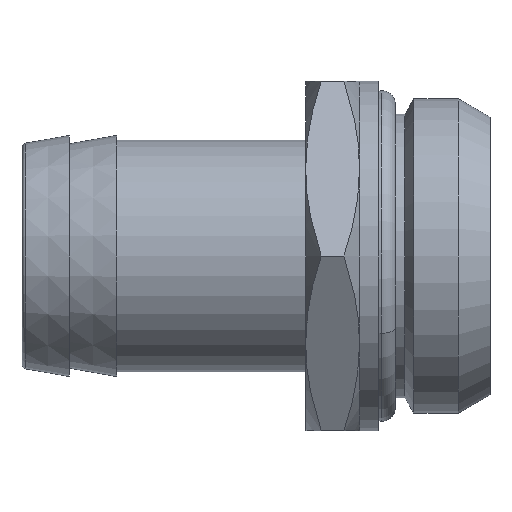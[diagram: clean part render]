
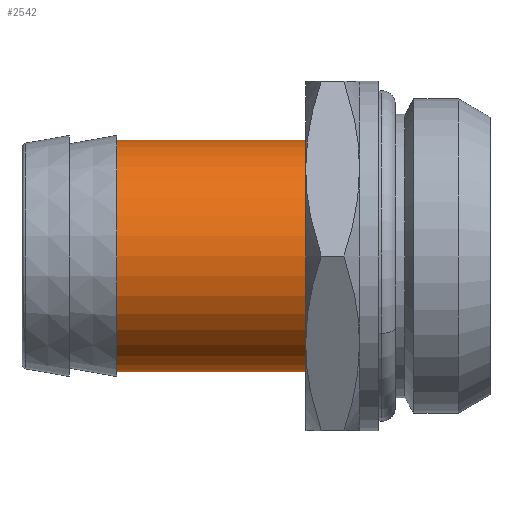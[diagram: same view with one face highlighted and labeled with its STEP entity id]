
A CAD part, left-side view. The second image highlights one B-rep face of the part: STEP entity #2542.
In plain terms, the highlighted cylindrical face has radius 12.25 mm (diameter 24.5 mm), a partial arc.
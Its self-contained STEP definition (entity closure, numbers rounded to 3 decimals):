
#82 = EDGE_CURVE ( 'NONE', #2448, #215, #1773, .T. ) ;
#215 = VERTEX_POINT ( 'NONE', #649 ) ;
#281 = FACE_OUTER_BOUND ( 'NONE', #1071, .T. ) ;
#472 = CIRCLE ( 'NONE', #2266, 12.25 ) ;
#474 = ORIENTED_EDGE ( 'NONE', *, *, #82, .F. ) ;
#649 = CARTESIAN_POINT ( 'NONE',  ( 0., 19.5, 12.25 ) ) ;
#665 = CARTESIAN_POINT ( 'NONE',  ( 0., 39.5, 12.25 ) ) ;
#690 = EDGE_CURVE ( 'NONE', #1190, #1796, #2401, .T. ) ;
#717 = CARTESIAN_POINT ( 'NONE',  ( 0., 39.5, -12.25 ) ) ;
#921 = AXIS2_PLACEMENT_3D ( 'NONE', #1447, #2458, #2483 ) ;
#970 = ORIENTED_EDGE ( 'NONE', *, *, #1161, .F. ) ;
#976 = DIRECTION ( 'NONE',  ( 0., -1., 0. ) ) ;
#1071 = EDGE_LOOP ( 'NONE', ( #474, #2585, #1516, #970 ) ) ;
#1097 = VECTOR ( 'NONE', #1404, 1000. ) ;
#1110 = DIRECTION ( 'NONE',  ( 0., -1., 0. ) ) ;
#1161 = EDGE_CURVE ( 'NONE', #215, #1796, #472, .T. ) ;
#1176 = CARTESIAN_POINT ( 'NONE',  ( 0., 0., -12.25 ) ) ;
#1190 = VERTEX_POINT ( 'NONE', #717 ) ;
#1209 = CARTESIAN_POINT ( 'NONE',  ( 0., 19.5, 0. ) ) ;
#1309 = CARTESIAN_POINT ( 'NONE',  ( 0., 19.5, -12.25 ) ) ;
#1404 = DIRECTION ( 'NONE',  ( 0., -1., 0. ) ) ;
#1447 = CARTESIAN_POINT ( 'NONE',  ( 0., 0., 0. ) ) ;
#1516 = ORIENTED_EDGE ( 'NONE', *, *, #690, .T. ) ;
#1517 = AXIS2_PLACEMENT_3D ( 'NONE', #2024, #2002, #1994 ) ;
#1683 = CYLINDRICAL_SURFACE ( 'NONE', #921, 12.25 ) ;
#1750 = CARTESIAN_POINT ( 'NONE',  ( 0., 0., 12.25 ) ) ;
#1773 = LINE ( 'NONE', #1750, #1097 ) ;
#1796 = VERTEX_POINT ( 'NONE', #1309 ) ;
#1909 = VECTOR ( 'NONE', #1110, 1000. ) ;
#1989 = EDGE_CURVE ( 'NONE', #2448, #1190, #2346, .T. ) ;
#1994 = DIRECTION ( 'NONE',  ( 0., 0., -1. ) ) ;
#2002 = DIRECTION ( 'NONE',  ( 0., -1., 0. ) ) ;
#2024 = CARTESIAN_POINT ( 'NONE',  ( 0., 39.5, 0. ) ) ;
#2266 = AXIS2_PLACEMENT_3D ( 'NONE', #1209, #976, #2533 ) ;
#2346 = CIRCLE ( 'NONE', #1517, 12.25 ) ;
#2401 = LINE ( 'NONE', #1176, #1909 ) ;
#2448 = VERTEX_POINT ( 'NONE', #665 ) ;
#2458 = DIRECTION ( 'NONE',  ( 0., -1., 0. ) ) ;
#2483 = DIRECTION ( 'NONE',  ( 0., 0., -1. ) ) ;
#2533 = DIRECTION ( 'NONE',  ( 0., 0., -1. ) ) ;
#2542 = ADVANCED_FACE ( 'NONE', ( #281 ), #1683, .T. ) ;
#2585 = ORIENTED_EDGE ( 'NONE', *, *, #1989, .T. ) ;
